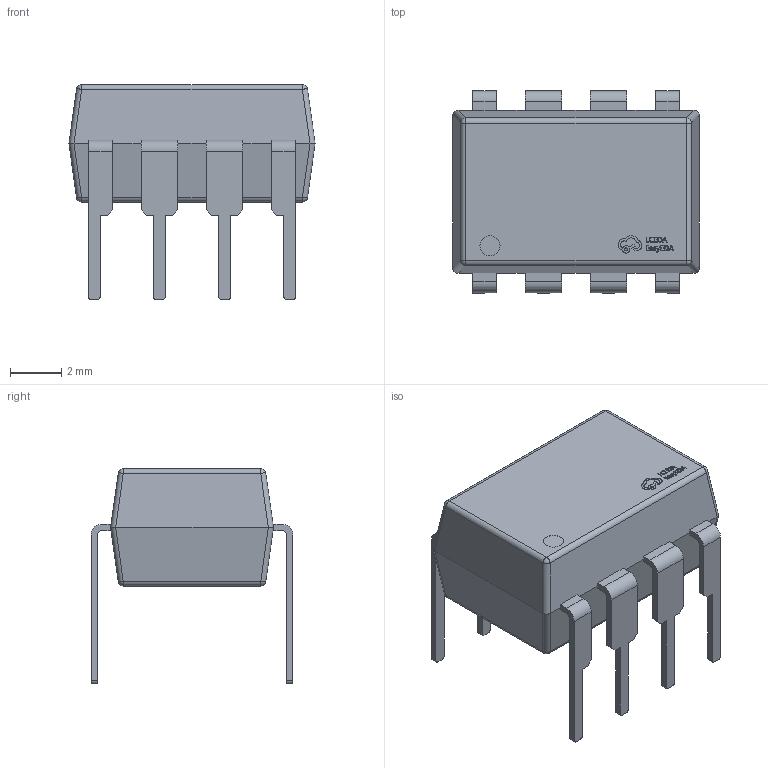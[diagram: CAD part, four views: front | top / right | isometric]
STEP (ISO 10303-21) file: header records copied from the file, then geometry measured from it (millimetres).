
FILE_DESCRIPTION (( 'STEP AP214' ), '1' );
FILE_NAME ('DIP-8_L9.6-W6.4-P2.54-LS7.6-BL-1.step', '2022-06-21T14:15:41', ( '' ), ( '' ), 'SwSTEP 2.0', 'SolidWorks 2020', '' );
FILE_SCHEMA (( 'AUTOMOTIVE_DESIGN' ));
Length unit declared in the file: millimetre
Products named in the file (1): DIP-8_L9.6-W6.4-P2.54-LS7.6-BL-1
Bounding box: 9.6 x 7.87 x 8.38 mm (x, y, z)
Volume: 266 mm3; surface area: 350.1 mm2
Topology: 1 solids, 1 shells, 444 faces, 1213 edges, 798 vertices
Faces by surface type: plane 274, bspline 112, cylinder 50, sphere 8
Entity records: 20023 total; most frequent: CARTESIAN_POINT 4572, ORIENTED_EDGE 2426, DIRECTION 1739, EDGE_CURVE 1213, VECTOR 889, LINE 889, VERTEX_POINT 798, EDGE_LOOP 471
